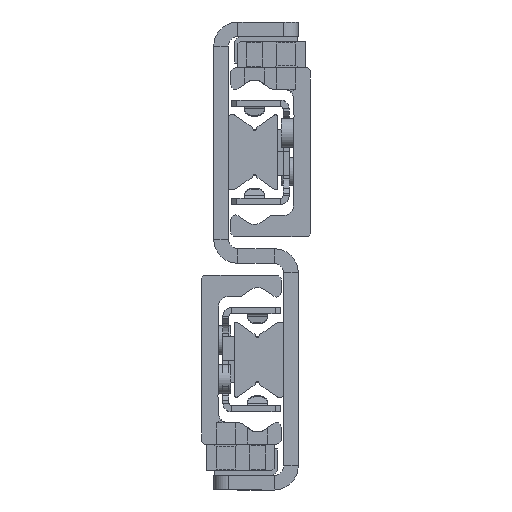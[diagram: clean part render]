
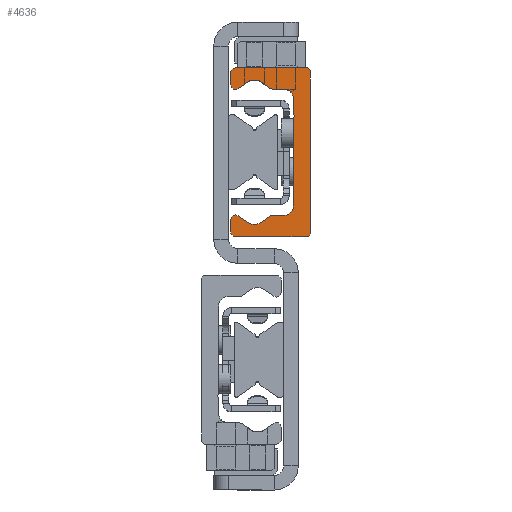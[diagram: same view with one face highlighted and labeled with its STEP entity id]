
A CAD part, left-side view. The second image highlights one B-rep face of the part: STEP entity #4636.
In plain terms, the highlighted planar face has unit normal (-1, 0, 0).
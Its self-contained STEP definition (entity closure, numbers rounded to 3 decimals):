
#3448=CARTESIAN_POINT('',(0.0,4.75,-11.1));
#3449=VERTEX_POINT('',#3448);
#3456=CARTESIAN_POINT('',(0.0,2.75,-13.1));
#3457=VERTEX_POINT('',#3456);
#3458=CARTESIAN_POINT('',(0.0,2.75,-11.1));
#3459=DIRECTION('',(-1.0,0.0,0.0));
#3460=DIRECTION('',(0.0,0.0,1.0));
#3461=AXIS2_PLACEMENT_3D('',#3458,#3459,#3460);
#3462=CIRCLE('',#3461,2.);
#3463=EDGE_CURVE('',#3449,#3457,#3462,.T.);
#3652=CARTESIAN_POINT('',(0.0,-0.14,-13.281));
#3653=VERTEX_POINT('',#3652);
#3660=CARTESIAN_POINT('',(0.0,-1.916,-14.524));
#3661=VERTEX_POINT('',#3660);
#3662=CARTESIAN_POINT('',(0.0,-0.14,-13.281));
#3663=DIRECTION('',(0.0,-0.819,-0.574));
#3664=VECTOR('',#3663,2.168);
#3665=LINE('',#3662,#3664);
#3666=EDGE_CURVE('',#3653,#3661,#3665,.T.);
#3791=CARTESIAN_POINT('',(0.0,8.25,16.85));
#3792=VERTEX_POINT('',#3791);
#3799=CARTESIAN_POINT('',(0.0,7.6,17.5));
#3800=VERTEX_POINT('',#3799);
#3801=CARTESIAN_POINT('',(0.0,7.6,16.85));
#3802=DIRECTION('',(1.0,0.0,0.0));
#3803=DIRECTION('',(0.0,1.0,0.0));
#3804=AXIS2_PLACEMENT_3D('',#3801,#3802,#3803);
#3805=CIRCLE('',#3804,0.65);
#3806=EDGE_CURVE('',#3792,#3800,#3805,.T.);
#3830=CARTESIAN_POINT('',(0.0,8.25,-16.85));
#3831=VERTEX_POINT('',#3830);
#3838=CARTESIAN_POINT('',(0.0,8.25,-16.85));
#3839=DIRECTION('',(0.0,0.0,1.0));
#3840=VECTOR('',#3839,33.7);
#3841=LINE('',#3838,#3840);
#3842=EDGE_CURVE('',#3831,#3792,#3841,.T.);
#3895=CARTESIAN_POINT('',(0.0,7.6,-17.5));
#3896=VERTEX_POINT('',#3895);
#3903=CARTESIAN_POINT('',(0.0,7.6,-16.85));
#3904=DIRECTION('',(1.0,0.0,0.0));
#3905=DIRECTION('',(0.0,0.0,-1.0));
#3906=AXIS2_PLACEMENT_3D('',#3903,#3904,#3905);
#3907=CIRCLE('',#3906,0.65);
#3908=EDGE_CURVE('',#3896,#3831,#3907,.T.);
#3927=CARTESIAN_POINT('',(0.0,-7.25,-17.5));
#3928=VERTEX_POINT('',#3927);
#3935=CARTESIAN_POINT('',(0.0,-7.25,-17.5));
#3936=DIRECTION('',(0.0,1.0,0.0));
#3937=VECTOR('',#3936,14.85);
#3938=LINE('',#3935,#3937);
#3939=EDGE_CURVE('',#3928,#3896,#3938,.T.);
#3971=CARTESIAN_POINT('',(0.0,-8.25,-16.5));
#3972=VERTEX_POINT('',#3971);
#3979=CARTESIAN_POINT('',(0.0,-7.25,-16.5));
#3980=DIRECTION('',(1.0,0.0,0.0));
#3981=DIRECTION('',(0.0,-1.0,0.0));
#3982=AXIS2_PLACEMENT_3D('',#3979,#3980,#3981);
#3983=CIRCLE('',#3982,1.);
#3984=EDGE_CURVE('',#3972,#3928,#3983,.T.);
#4003=CARTESIAN_POINT('',(0.0,-8.25,-13.98));
#4004=VERTEX_POINT('',#4003);
#4011=CARTESIAN_POINT('',(0.0,-8.25,-13.98));
#4012=DIRECTION('',(0.0,0.0,-1.0));
#4013=VECTOR('',#4012,2.52);
#4014=LINE('',#4011,#4013);
#4015=EDGE_CURVE('',#4004,#3972,#4014,.T.);
#4035=CARTESIAN_POINT('',(0.0,-6.708,-13.177));
#4036=VERTEX_POINT('',#4035);
#4043=CARTESIAN_POINT('',(0.0,-7.27,-13.98));
#4044=DIRECTION('',(1.0,0.0,0.0));
#4045=DIRECTION('',(0.0,0.574,0.819));
#4046=AXIS2_PLACEMENT_3D('',#4043,#4044,#4045);
#4047=CIRCLE('',#4046,0.98);
#4048=EDGE_CURVE('',#4036,#4004,#4047,.T.);
#4060=CARTESIAN_POINT('',(0.0,-4.784,-14.524));
#4061=VERTEX_POINT('',#4060);
#4068=CARTESIAN_POINT('',(0.0,-4.784,-14.524));
#4069=DIRECTION('',(0.0,-0.819,0.574));
#4070=VECTOR('',#4069,2.349);
#4071=LINE('',#4068,#4070);
#4072=EDGE_CURVE('',#4061,#4036,#4071,.T.);
#4094=CARTESIAN_POINT('',(0.0,-3.35,-12.477));
#4095=DIRECTION('',(-1.0,0.0,0.0));
#4096=DIRECTION('',(0.0,0.574,0.819));
#4097=AXIS2_PLACEMENT_3D('',#4094,#4095,#4096);
#4098=CIRCLE('',#4097,2.5);
#4099=EDGE_CURVE('',#3661,#4061,#4098,.T.);
#4119=CARTESIAN_POINT('',(0.0,0.433,-13.1));
#4120=VERTEX_POINT('',#4119);
#4127=CARTESIAN_POINT('',(0.0,0.433,-14.1));
#4128=DIRECTION('',(1.0,0.0,0.0));
#4129=DIRECTION('',(0.0,0.0,1.0));
#4130=AXIS2_PLACEMENT_3D('',#4127,#4128,#4129);
#4131=CIRCLE('',#4130,1.);
#4132=EDGE_CURVE('',#4120,#3653,#4131,.T.);
#4147=CARTESIAN_POINT('',(0.0,2.75,-13.1));
#4148=DIRECTION('',(0.0,-1.0,0.0));
#4149=VECTOR('',#4148,2.317);
#4150=LINE('',#4147,#4149);
#4151=EDGE_CURVE('',#3457,#4120,#4150,.T.);
#4177=CARTESIAN_POINT('',(0.0,4.75,-7.75));
#4178=VERTEX_POINT('',#4177);
#4185=CARTESIAN_POINT('',(0.0,4.75,-7.75));
#4186=DIRECTION('',(0.0,0.0,-1.0));
#4187=VECTOR('',#4186,3.35);
#4188=LINE('',#4185,#4187);
#4189=EDGE_CURVE('',#4178,#3449,#4188,.T.);
#4209=CARTESIAN_POINT('',(0.0,4.75,-7.25));
#4210=VERTEX_POINT('',#4209);
#4217=CARTESIAN_POINT('',(0.0,4.75,-7.5));
#4218=DIRECTION('',(-1.0,0.0,0.0));
#4219=DIRECTION('',(0.0,0.0,1.0));
#4220=AXIS2_PLACEMENT_3D('',#4217,#4218,#4219);
#4221=CIRCLE('',#4220,0.25);
#4222=EDGE_CURVE('',#4210,#4178,#4221,.T.);
#4241=CARTESIAN_POINT('',(0.0,4.75,11.1));
#4242=VERTEX_POINT('',#4241);
#4249=CARTESIAN_POINT('',(0.0,4.75,11.1));
#4250=DIRECTION('',(0.0,0.0,-1.0));
#4251=VECTOR('',#4250,18.35);
#4252=LINE('',#4249,#4251);
#4253=EDGE_CURVE('',#4242,#4210,#4252,.T.);
#4306=CARTESIAN_POINT('',(0.0,2.75,13.1));
#4307=VERTEX_POINT('',#4306);
#4314=CARTESIAN_POINT('',(0.0,2.75,11.1));
#4315=DIRECTION('',(-1.0,0.0,0.0));
#4316=DIRECTION('',(0.0,-1.0,0.0));
#4317=AXIS2_PLACEMENT_3D('',#4314,#4315,#4316);
#4318=CIRCLE('',#4317,2.);
#4319=EDGE_CURVE('',#4307,#4242,#4318,.T.);
#4338=CARTESIAN_POINT('',(0.0,0.433,13.1));
#4339=VERTEX_POINT('',#4338);
#4346=CARTESIAN_POINT('',(0.0,0.433,13.1));
#4347=DIRECTION('',(0.0,1.0,0.0));
#4348=VECTOR('',#4347,2.317);
#4349=LINE('',#4346,#4348);
#4350=EDGE_CURVE('',#4339,#4307,#4349,.T.);
#4370=CARTESIAN_POINT('',(0.0,-0.14,13.281));
#4371=VERTEX_POINT('',#4370);
#4378=CARTESIAN_POINT('',(0.0,0.433,14.1));
#4379=DIRECTION('',(1.0,0.0,0.0));
#4380=DIRECTION('',(0.0,-0.574,-0.819));
#4381=AXIS2_PLACEMENT_3D('',#4378,#4379,#4380);
#4382=CIRCLE('',#4381,1.);
#4383=EDGE_CURVE('',#4371,#4339,#4382,.T.);
#4402=CARTESIAN_POINT('',(0.0,-1.916,14.524));
#4403=VERTEX_POINT('',#4402);
#4410=CARTESIAN_POINT('',(0.0,-1.916,14.524));
#4411=DIRECTION('',(0.0,0.819,-0.574));
#4412=VECTOR('',#4411,2.168);
#4413=LINE('',#4410,#4412);
#4414=EDGE_CURVE('',#4403,#4371,#4413,.T.);
#4434=CARTESIAN_POINT('',(0.0,-4.784,14.524));
#4435=VERTEX_POINT('',#4434);
#4442=CARTESIAN_POINT('',(0.0,-3.35,12.477));
#4443=DIRECTION('',(-1.0,0.0,0.0));
#4444=DIRECTION('',(0.0,-0.574,-0.819));
#4445=AXIS2_PLACEMENT_3D('',#4442,#4443,#4444);
#4446=CIRCLE('',#4445,2.5);
#4447=EDGE_CURVE('',#4435,#4403,#4446,.T.);
#4466=CARTESIAN_POINT('',(0.0,-6.708,13.177));
#4467=VERTEX_POINT('',#4466);
#4474=CARTESIAN_POINT('',(0.0,-6.708,13.177));
#4475=DIRECTION('',(0.0,0.819,0.574));
#4476=VECTOR('',#4475,2.349);
#4477=LINE('',#4474,#4476);
#4478=EDGE_CURVE('',#4467,#4435,#4477,.T.);
#4498=CARTESIAN_POINT('',(0.0,-8.25,13.98));
#4499=VERTEX_POINT('',#4498);
#4506=CARTESIAN_POINT('',(0.0,-7.27,13.98));
#4507=DIRECTION('',(1.0,0.0,0.0));
#4508=DIRECTION('',(0.0,-1.0,0.0));
#4509=AXIS2_PLACEMENT_3D('',#4506,#4507,#4508);
#4510=CIRCLE('',#4509,0.98);
#4511=EDGE_CURVE('',#4499,#4467,#4510,.T.);
#4530=CARTESIAN_POINT('',(0.0,-8.25,16.5));
#4531=VERTEX_POINT('',#4530);
#4538=CARTESIAN_POINT('',(0.0,-8.25,16.5));
#4539=DIRECTION('',(0.0,0.0,-1.0));
#4540=VECTOR('',#4539,2.52);
#4541=LINE('',#4538,#4540);
#4542=EDGE_CURVE('',#4531,#4499,#4541,.T.);
#4562=CARTESIAN_POINT('',(0.0,-7.25,17.5));
#4563=VERTEX_POINT('',#4562);
#4570=CARTESIAN_POINT('',(0.0,-7.25,16.5));
#4571=DIRECTION('',(1.0,0.0,0.0));
#4572=DIRECTION('',(0.0,0.0,1.0));
#4573=AXIS2_PLACEMENT_3D('',#4570,#4571,#4572);
#4574=CIRCLE('',#4573,1.);
#4575=EDGE_CURVE('',#4563,#4531,#4574,.T.);
#4593=CARTESIAN_POINT('',(0.0,7.6,17.5));
#4594=DIRECTION('',(0.0,-1.0,0.0));
#4595=VECTOR('',#4594,14.85);
#4596=LINE('',#4593,#4595);
#4597=EDGE_CURVE('',#3800,#4563,#4596,.T.);
#4603=CARTESIAN_POINT('',(0.0,2.258,-0.017));
#4604=DIRECTION('',(1.0,0.0,0.0));
#4605=DIRECTION('',(0.0,0.0,-1.0));
#4606=AXIS2_PLACEMENT_3D('',#4603,#4604,#4605);
#4607=PLANE('',#4606);
#4608=ORIENTED_EDGE('',*,*,#4597,.F.);
#4609=ORIENTED_EDGE('',*,*,#3806,.F.);
#4610=ORIENTED_EDGE('',*,*,#3842,.F.);
#4611=ORIENTED_EDGE('',*,*,#3908,.F.);
#4612=ORIENTED_EDGE('',*,*,#3939,.F.);
#4613=ORIENTED_EDGE('',*,*,#3984,.F.);
#4614=ORIENTED_EDGE('',*,*,#4015,.F.);
#4615=ORIENTED_EDGE('',*,*,#4048,.F.);
#4616=ORIENTED_EDGE('',*,*,#4072,.F.);
#4617=ORIENTED_EDGE('',*,*,#4099,.F.);
#4618=ORIENTED_EDGE('',*,*,#3666,.F.);
#4619=ORIENTED_EDGE('',*,*,#4132,.F.);
#4620=ORIENTED_EDGE('',*,*,#4151,.F.);
#4621=ORIENTED_EDGE('',*,*,#3463,.F.);
#4622=ORIENTED_EDGE('',*,*,#4189,.F.);
#4623=ORIENTED_EDGE('',*,*,#4222,.F.);
#4624=ORIENTED_EDGE('',*,*,#4253,.F.);
#4625=ORIENTED_EDGE('',*,*,#4319,.F.);
#4626=ORIENTED_EDGE('',*,*,#4350,.F.);
#4627=ORIENTED_EDGE('',*,*,#4383,.F.);
#4628=ORIENTED_EDGE('',*,*,#4414,.F.);
#4629=ORIENTED_EDGE('',*,*,#4447,.F.);
#4630=ORIENTED_EDGE('',*,*,#4478,.F.);
#4631=ORIENTED_EDGE('',*,*,#4511,.F.);
#4632=ORIENTED_EDGE('',*,*,#4542,.F.);
#4633=ORIENTED_EDGE('',*,*,#4575,.F.);
#4634=EDGE_LOOP('',(#4608,#4609,#4610,#4611,#4612,#4613,#4614,#4615,#4616,#4617,#4618,#4619,#4620,#4621,#4622,#4623,#4624,#4625,#4626,#4627,#4628,#4629,#4630,#4631,#4632,#4633));
#4635=FACE_OUTER_BOUND('',#4634,.T.);
#4636=ADVANCED_FACE('',(#4635),#4607,.F.);
